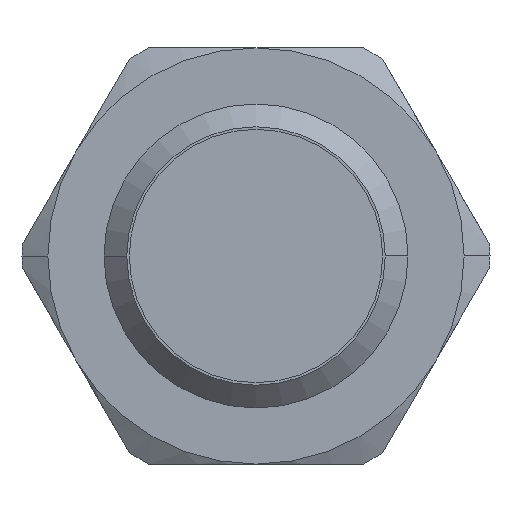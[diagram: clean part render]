
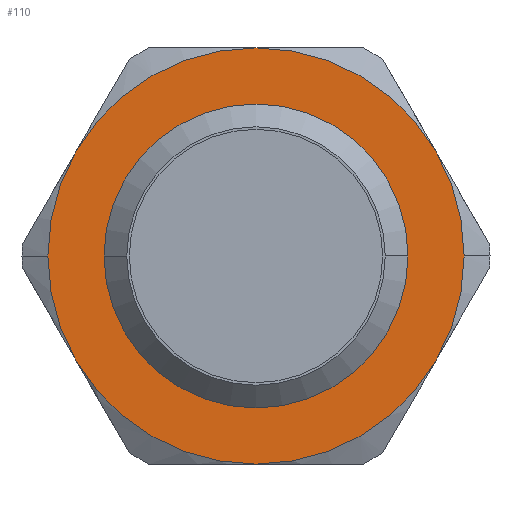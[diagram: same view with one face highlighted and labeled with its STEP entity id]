
A CAD part, left-side view. The second image highlights one B-rep face of the part: STEP entity #110.
In plain terms, the highlighted planar face has unit normal (-1, 0, 0).
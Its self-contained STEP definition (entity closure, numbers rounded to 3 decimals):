
#110=ADVANCED_FACE('',(#248,#249),#250,.F.);
#248=FACE_OUTER_BOUND('',#427,.T.);
#249=FACE_BOUND('',#428,.T.);
#250=PLANE('',#429);
#427=EDGE_LOOP('',(#858,#859,#860,#861,#862,#863,#864,#865));
#428=EDGE_LOOP('',(#866,#867));
#429=AXIS2_PLACEMENT_3D('',#868,#869,#870);
#858=ORIENTED_EDGE('',*,*,#1242,.F.);
#859=ORIENTED_EDGE('',*,*,#1239,.F.);
#860=ORIENTED_EDGE('',*,*,#1236,.F.);
#861=ORIENTED_EDGE('',*,*,#1206,.F.);
#862=ORIENTED_EDGE('',*,*,#1234,.F.);
#863=ORIENTED_EDGE('',*,*,#1250,.F.);
#864=ORIENTED_EDGE('',*,*,#1200,.F.);
#865=ORIENTED_EDGE('',*,*,#1245,.F.);
#866=ORIENTED_EDGE('',*,*,#1182,.F.);
#867=ORIENTED_EDGE('',*,*,#1268,.F.);
#868=CARTESIAN_POINT('',(46.0,0.,0.));
#869=DIRECTION('',(1.0,0.,-0.0));
#870=DIRECTION('',(0.0,0.0,1.0));
#1182=EDGE_CURVE('',#1389,#1392,#1393,.T.);
#1200=EDGE_CURVE('',#1423,#1426,#1427,.T.);
#1206=EDGE_CURVE('',#1436,#1432,#1438,.T.);
#1234=EDGE_CURVE('',#1485,#1436,#1487,.T.);
#1236=EDGE_CURVE('',#1432,#1489,#1490,.T.);
#1239=EDGE_CURVE('',#1489,#1493,#1494,.T.);
#1242=EDGE_CURVE('',#1493,#1497,#1498,.T.);
#1245=EDGE_CURVE('',#1497,#1423,#1501,.T.);
#1250=EDGE_CURVE('',#1426,#1485,#1507,.T.);
#1268=EDGE_CURVE('',#1392,#1389,#1528,.T.);
#1389=VERTEX_POINT('',#1709);
#1392=VERTEX_POINT('',#1713);
#1393=CIRCLE('',#1714,6.0);
#1423=VERTEX_POINT('',#1773);
#1426=VERTEX_POINT('',#1777);
#1427=CIRCLE('',#1778,8.215);
#1432=VERTEX_POINT('',#1794);
#1436=VERTEX_POINT('',#1799);
#1438=CIRCLE('',#1812,8.215);
#1485=VERTEX_POINT('',#1873);
#1487=CIRCLE('',#1886,8.215);
#1489=VERTEX_POINT('',#1899);
#1490=CIRCLE('',#1900,8.215);
#1493=VERTEX_POINT('',#1925);
#1494=CIRCLE('',#1926,8.215);
#1497=VERTEX_POINT('',#1951);
#1498=CIRCLE('',#1952,8.215);
#1501=CIRCLE('',#1977,8.215);
#1507=CIRCLE('',#2027,8.215);
#1528=CIRCLE('',#2136,6.0);
#1709=CARTESIAN_POINT('',(46.0,-6.0,0.0));
#1713=CARTESIAN_POINT('',(46.0,6.0,0.));
#1714=AXIS2_PLACEMENT_3D('',#2610,#2611,#2612);
#1773=CARTESIAN_POINT('',(46.0,-8.215,0.));
#1777=CARTESIAN_POINT('',(46.0,-7.114,-4.108));
#1778=AXIS2_PLACEMENT_3D('',#2642,#2643,#2644);
#1794=CARTESIAN_POINT('',(46.0,8.215,0.));
#1799=CARTESIAN_POINT('',(46.0,7.114,-4.108));
#1812=AXIS2_PLACEMENT_3D('',#2652,#2653,#2654);
#1873=CARTESIAN_POINT('',(46.0,0.0,-8.215));
#1886=AXIS2_PLACEMENT_3D('',#2705,#2706,#2707);
#1899=CARTESIAN_POINT('',(46.0,7.114,4.108));
#1900=AXIS2_PLACEMENT_3D('',#2708,#2709,#2710);
#1925=CARTESIAN_POINT('',(46.0,0.,8.215));
#1926=AXIS2_PLACEMENT_3D('',#2711,#2712,#2713);
#1951=CARTESIAN_POINT('',(46.0,-7.114,4.108));
#1952=AXIS2_PLACEMENT_3D('',#2714,#2715,#2716);
#1977=AXIS2_PLACEMENT_3D('',#2717,#2718,#2719);
#2027=AXIS2_PLACEMENT_3D('',#2720,#2721,#2722);
#2136=AXIS2_PLACEMENT_3D('',#2750,#2751,#2752);
#2610=CARTESIAN_POINT('',(46.0,0.0,0.0));
#2611=DIRECTION('',(-1.0,0.,0.0));
#2612=DIRECTION('',(0.,-1.0,0.0));
#2642=CARTESIAN_POINT('',(46.0,0.0,0.0));
#2643=DIRECTION('',(1.0,0.,0.0));
#2644=DIRECTION('',(0.,-1.0,0.0));
#2652=CARTESIAN_POINT('',(46.0,0.0,0.0));
#2653=DIRECTION('',(1.0,0.,0.0));
#2654=DIRECTION('',(0.,-1.0,0.0));
#2705=CARTESIAN_POINT('',(46.0,0.0,0.0));
#2706=DIRECTION('',(1.0,0.,0.0));
#2707=DIRECTION('',(0.,-1.0,0.0));
#2708=CARTESIAN_POINT('',(46.0,0.0,0.0));
#2709=DIRECTION('',(1.0,0.,0.0));
#2710=DIRECTION('',(0.,-1.0,0.0));
#2711=CARTESIAN_POINT('',(46.0,0.0,0.0));
#2712=DIRECTION('',(1.0,0.,0.0));
#2713=DIRECTION('',(0.,-1.0,0.0));
#2714=CARTESIAN_POINT('',(46.0,0.0,0.0));
#2715=DIRECTION('',(1.0,0.,0.0));
#2716=DIRECTION('',(0.,-1.0,0.0));
#2717=CARTESIAN_POINT('',(46.0,0.0,0.0));
#2718=DIRECTION('',(1.0,0.,0.0));
#2719=DIRECTION('',(0.,-1.0,0.0));
#2720=CARTESIAN_POINT('',(46.0,0.0,0.0));
#2721=DIRECTION('',(1.0,0.,0.0));
#2722=DIRECTION('',(0.,-1.0,0.0));
#2750=CARTESIAN_POINT('',(46.0,0.0,0.0));
#2751=DIRECTION('',(-1.0,0.,0.0));
#2752=DIRECTION('',(0.,-1.0,0.0));
